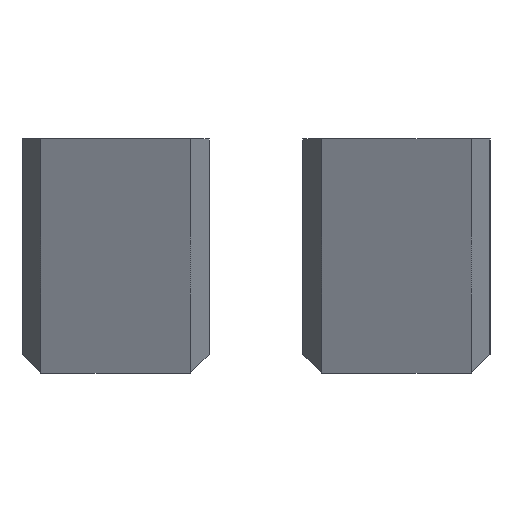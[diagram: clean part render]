
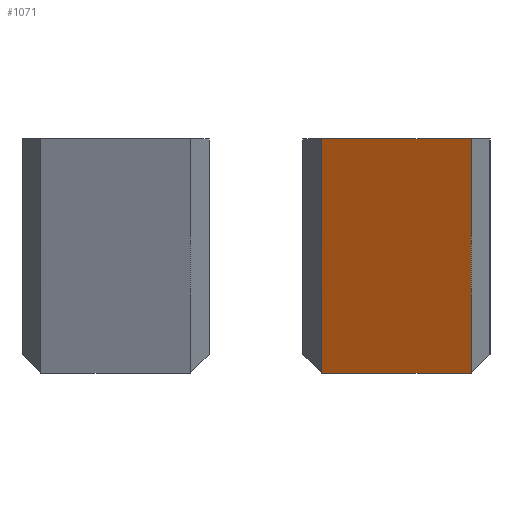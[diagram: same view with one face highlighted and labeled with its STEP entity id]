
A CAD part, left-side view. The second image highlights one B-rep face of the part: STEP entity #1071.
In plain terms, the highlighted planar face has unit normal (-0.906, 0, -0.423).
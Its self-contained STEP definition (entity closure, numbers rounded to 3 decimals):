
#53=PLANE('',#1174);
#107=FACE_OUTER_BOUND('',#176,.T.);
#176=EDGE_LOOP('',(#810,#811,#812,#813));
#264=LINE('',#1656,#386);
#266=LINE('',#1660,#388);
#267=LINE('',#1662,#389);
#268=LINE('',#1663,#390);
#386=VECTOR('',#1328,10.);
#388=VECTOR('',#1332,10.);
#389=VECTOR('',#1333,10.);
#390=VECTOR('',#1334,10.);
#533=VERTEX_POINT('',#1651);
#534=VERTEX_POINT('',#1655);
#535=VERTEX_POINT('',#1659);
#536=VERTEX_POINT('',#1661);
#636=EDGE_CURVE('',#533,#534,#264,.T.);
#638=EDGE_CURVE('',#533,#535,#266,.T.);
#639=EDGE_CURVE('',#536,#535,#267,.T.);
#640=EDGE_CURVE('',#534,#536,#268,.T.);
#810=ORIENTED_EDGE('',*,*,#636,.F.);
#811=ORIENTED_EDGE('',*,*,#638,.T.);
#812=ORIENTED_EDGE('',*,*,#639,.F.);
#813=ORIENTED_EDGE('',*,*,#640,.F.);
#1071=ADVANCED_FACE('',(#107),#53,.T.);
#1174=AXIS2_PLACEMENT_3D('',#1658,#1330,#1331);
#1328=DIRECTION('',(-0.423,0.,0.906));
#1330=DIRECTION('center_axis',(-0.906,0.,
-0.423));
#1331=DIRECTION('ref_axis',(0.423,0.,-0.906));
#1332=DIRECTION('',(0.,-1.,0.));
#1333=DIRECTION('',(0.423,0.,-0.906));
#1334=DIRECTION('',(0.,-1.,0.));
#1651=CARTESIAN_POINT('',(-58.342,-9.594,101.8));
#1655=CARTESIAN_POINT('',(-70.,-9.594,126.8));
#1656=CARTESIAN_POINT('',(-61.355,-9.594,108.261));
#1658=CARTESIAN_POINT('Origin',(-70.,-7.594,126.8));
#1659=CARTESIAN_POINT('',(-58.342,-25.594,101.8));
#1660=CARTESIAN_POINT('',(-58.342,-7.594,101.8));
#1661=CARTESIAN_POINT('',(-70.,-25.594,126.8));
#1662=CARTESIAN_POINT('',(-61.355,-25.594,108.261));
#1663=CARTESIAN_POINT('',(-70.,-7.594,126.8));
